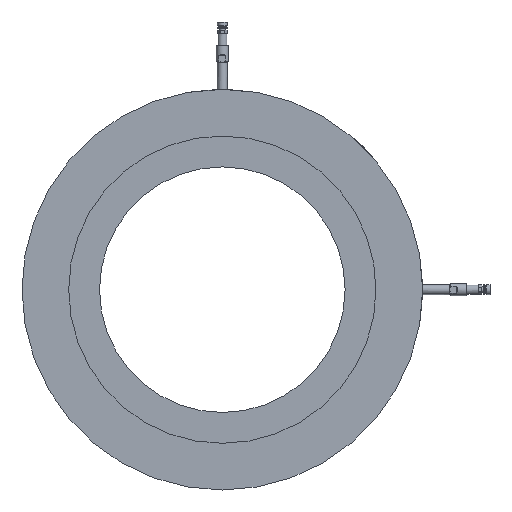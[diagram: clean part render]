
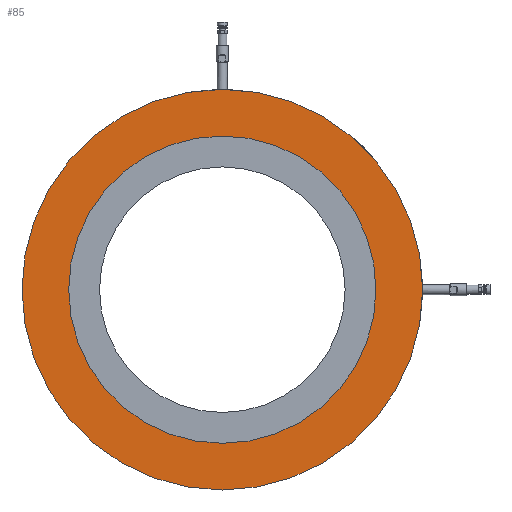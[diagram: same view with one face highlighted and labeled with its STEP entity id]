
A CAD part, left-side view. The second image highlights one B-rep face of the part: STEP entity #85.
In plain terms, the highlighted planar face has unit normal (-1, 0, 0).
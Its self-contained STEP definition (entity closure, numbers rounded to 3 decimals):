
#85 = ADVANCED_FACE( '', ( #207, #208 ), #209, .F. );
#207 = FACE_BOUND( '', #442, .T. );
#208 = FACE_OUTER_BOUND( '', #443, .T. );
#209 = PLANE( '', #444 );
#442 = EDGE_LOOP( '', ( #731 ) );
#443 = EDGE_LOOP( '', ( #732 ) );
#444 = AXIS2_PLACEMENT_3D( '', #733, #734, #735 );
#731 = ORIENTED_EDGE( '', *, *, #1414, .F. );
#732 = ORIENTED_EDGE( '', *, *, #1384, .T. );
#733 = CARTESIAN_POINT( '', ( -28., 0., 278. ) );
#734 = DIRECTION( '', ( 1., 0., 0. ) );
#735 = DIRECTION( '', ( 0., 0., -1. ) );
#1384 = EDGE_CURVE( '', #1614, #1614, #1615, .F. );
#1414 = EDGE_CURVE( '', #1672, #1672, #1673, .T. );
#1614 = VERTEX_POINT( '', #1980 );
#1615 = CIRCLE( '', #1981, 285.5 );
#1672 = VERTEX_POINT( '', #2218 );
#1673 = CIRCLE( '', #2219, 219. );
#1980 = CARTESIAN_POINT( '', ( -28., 0., -285.5 ) );
#1981 = AXIS2_PLACEMENT_3D( '', #2688, #2689, #2690 );
#2218 = CARTESIAN_POINT( '', ( -28., 0., 219. ) );
#2219 = AXIS2_PLACEMENT_3D( '', #2752, #2753, #2754 );
#2688 = CARTESIAN_POINT( '', ( -28., 0., 0. ) );
#2689 = DIRECTION( '', ( 1., 0., 0. ) );
#2690 = DIRECTION( '', ( 0., 0., -1. ) );
#2752 = CARTESIAN_POINT( '', ( -28., 0., 0. ) );
#2753 = DIRECTION( '', ( -1., 0., 0. ) );
#2754 = DIRECTION( '', ( 0., 0., 1. ) );
